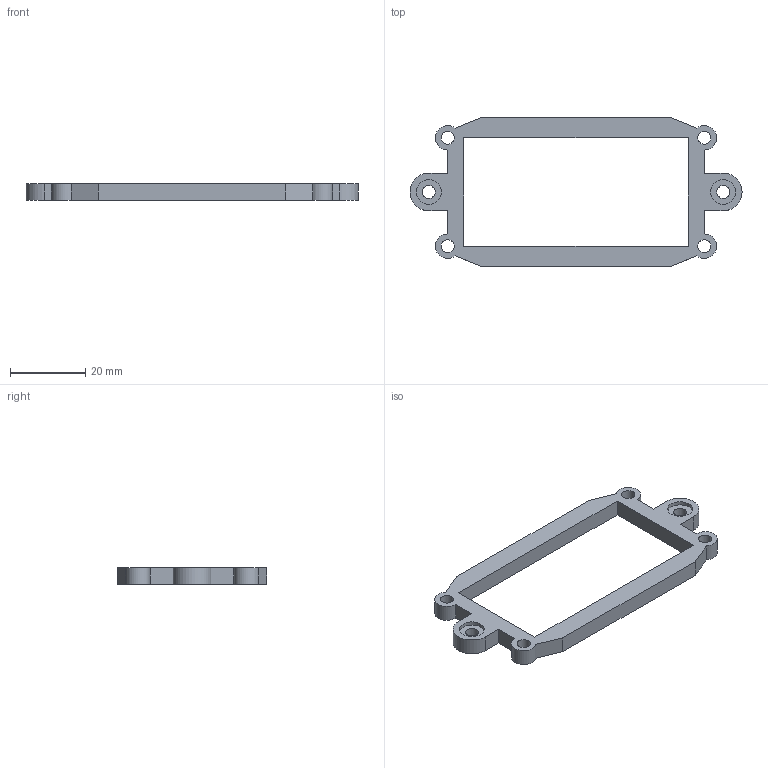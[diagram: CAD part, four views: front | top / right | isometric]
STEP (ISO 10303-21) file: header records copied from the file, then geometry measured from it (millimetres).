
FILE_DESCRIPTION(/* description */ (''),/* implementation_level */ '2;1');
FILE_NAME(/* name */ 'ScreenHolder.step',/* time_stamp */ '2023-07-17T20:29:08+01:00',/* author */ (''),/* organization */ (''),/* preprocessor_version */ 'ST-DEVELOPER v19.2',/* originating_system */ 'Autodesk Translation Framework v12.6.0.85',/* authorisation */ '');
FILE_SCHEMA (('AUTOMOTIVE_DESIGN { 1 0 10303 214 3 1 1 }'));
Length unit declared in the file: millimetre
Products named in the file (1): rcTransmitter_2.0
Bounding box: 88 x 39.75 x 4.5 mm (x, y, z)
Volume: 4913.6 mm3; surface area: 4524.4 mm2
Topology: 1 solids, 1 shells, 64 faces, 168 edges, 112 vertices
Faces by surface type: plane 50, cylinder 14
Full cylindrical faces by diameter (mm): 3.4 x2, 3.5 x4, 6.6 x2
Entity records: 2010 total; most frequent: CARTESIAN_POINT 345, ORIENTED_EDGE 336, DIRECTION 326, EDGE_CURVE 168, LINE 140, VECTOR 140, VERTEX_POINT 112, AXIS2_PLACEMENT_3D 93
